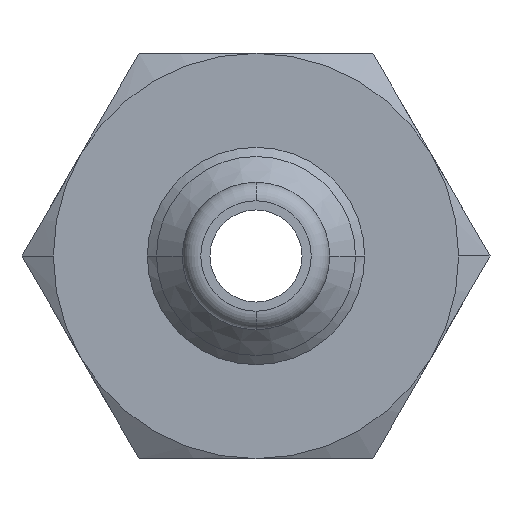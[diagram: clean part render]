
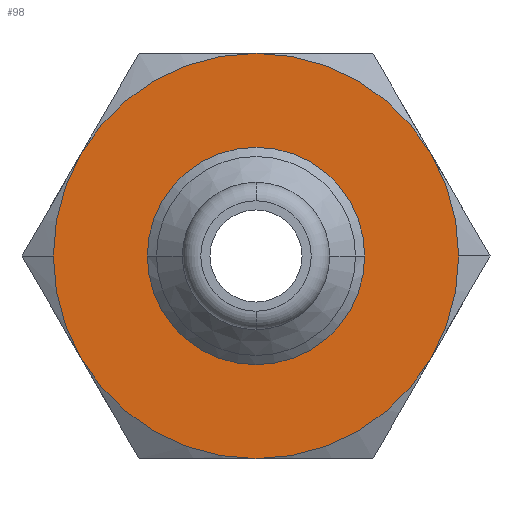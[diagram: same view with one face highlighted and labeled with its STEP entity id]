
A CAD part, front view. The second image highlights one B-rep face of the part: STEP entity #98.
In plain terms, the highlighted planar face has unit normal (0, -1, 0).
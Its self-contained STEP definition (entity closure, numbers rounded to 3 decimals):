
#98=ADVANCED_FACE('',(#231,#232),#233,.T.);
#231=FACE_OUTER_BOUND('',#400,.T.);
#232=FACE_BOUND('',#401,.T.);
#233=PLANE('',#402);
#400=EDGE_LOOP('',(#625,#626,#627,#628,#629,#630,#631,#632));
#401=EDGE_LOOP('',(#633,#634));
#402=AXIS2_PLACEMENT_3D('',#635,#636,#637);
#625=ORIENTED_EDGE('',*,*,#961,.F.);
#626=ORIENTED_EDGE('',*,*,#982,.F.);
#627=ORIENTED_EDGE('',*,*,#1020,.F.);
#628=ORIENTED_EDGE('',*,*,#1021,.F.);
#629=ORIENTED_EDGE('',*,*,#1022,.F.);
#630=ORIENTED_EDGE('',*,*,#1023,.F.);
#631=ORIENTED_EDGE('',*,*,#1024,.F.);
#632=ORIENTED_EDGE('',*,*,#1006,.F.);
#633=ORIENTED_EDGE('',*,*,#1018,.F.);
#634=ORIENTED_EDGE('',*,*,#1025,.F.);
#635=CARTESIAN_POINT('',(5.5,24.0,0.0));
#636=DIRECTION('',(-0.0,-1.0,-0.0));
#637=DIRECTION('',(-1.0,0.0,0.0));
#961=EDGE_CURVE('',#1125,#1122,#1127,.T.);
#982=EDGE_CURVE('',#1162,#1125,#1164,.T.);
#1006=EDGE_CURVE('',#1122,#1204,#1205,.T.);
#1018=EDGE_CURVE('',#1224,#1220,#1226,.T.);
#1020=EDGE_CURVE('',#1138,#1162,#1228,.T.);
#1021=EDGE_CURVE('',#1229,#1138,#1230,.T.);
#1022=EDGE_CURVE('',#1151,#1229,#1231,.T.);
#1023=EDGE_CURVE('',#1232,#1151,#1233,.T.);
#1024=EDGE_CURVE('',#1204,#1232,#1234,.T.);
#1025=EDGE_CURVE('',#1220,#1224,#1235,.T.);
#1122=VERTEX_POINT('',#1350);
#1125=VERTEX_POINT('',#1354);
#1127=CIRCLE('',#1367,11.0);
#1138=VERTEX_POINT('',#1380);
#1151=VERTEX_POINT('',#1439);
#1162=VERTEX_POINT('',#1495);
#1164=CIRCLE('',#1508,11.0);
#1204=VERTEX_POINT('',#1563);
#1205=CIRCLE('',#1564,11.0);
#1220=VERTEX_POINT('',#1590);
#1224=VERTEX_POINT('',#1595);
#1226=CIRCLE('',#1598,5.9);
#1228=CIRCLE('',#1600,11.0);
#1229=VERTEX_POINT('',#1601);
#1230=CIRCLE('',#1602,11.0);
#1231=CIRCLE('',#1603,11.0);
#1232=VERTEX_POINT('',#1604);
#1233=CIRCLE('',#1605,11.0);
#1234=CIRCLE('',#1606,11.0);
#1235=CIRCLE('',#1607,5.9);
#1350=CARTESIAN_POINT('',(11.0,24.0,0.));
#1354=CARTESIAN_POINT('',(9.526,24.0,5.5));
#1367=AXIS2_PLACEMENT_3D('',#1874,#1875,#1876);
#1380=CARTESIAN_POINT('',(-9.526,24.0,5.5));
#1439=CARTESIAN_POINT('',(-9.526,24.0,-5.5));
#1495=CARTESIAN_POINT('',(0.,24.0,11.0));
#1508=AXIS2_PLACEMENT_3D('',#1888,#1889,#1890);
#1563=CARTESIAN_POINT('',(9.526,24.0,-5.5));
#1564=AXIS2_PLACEMENT_3D('',#1937,#1938,#1939);
#1590=CARTESIAN_POINT('',(5.9,24.0,0.));
#1595=CARTESIAN_POINT('',(-5.9,24.0,0.));
#1598=AXIS2_PLACEMENT_3D('',#1960,#1961,#1962);
#1600=AXIS2_PLACEMENT_3D('',#1963,#1964,#1965);
#1601=CARTESIAN_POINT('',(-11.0,24.0,0.));
#1602=AXIS2_PLACEMENT_3D('',#1966,#1967,#1968);
#1603=AXIS2_PLACEMENT_3D('',#1969,#1970,#1971);
#1604=CARTESIAN_POINT('',(0.0,24.0,-11.0));
#1605=AXIS2_PLACEMENT_3D('',#1972,#1973,#1974);
#1606=AXIS2_PLACEMENT_3D('',#1975,#1976,#1977);
#1607=AXIS2_PLACEMENT_3D('',#1978,#1979,#1980);
#1874=CARTESIAN_POINT('',(0.0,24.0,0.0));
#1875=DIRECTION('',(-0.0,1.0,0.0));
#1876=DIRECTION('',(1.0,0.0,0.0));
#1888=CARTESIAN_POINT('',(0.0,24.0,0.0));
#1889=DIRECTION('',(-0.0,1.0,0.0));
#1890=DIRECTION('',(1.0,0.0,0.0));
#1937=CARTESIAN_POINT('',(0.0,24.0,0.0));
#1938=DIRECTION('',(-0.0,1.0,0.0));
#1939=DIRECTION('',(1.0,0.0,0.0));
#1960=CARTESIAN_POINT('',(0.0,24.0,0.0));
#1961=DIRECTION('',(0.0,-1.0,0.0));
#1962=DIRECTION('',(1.0,0.0,0.0));
#1963=CARTESIAN_POINT('',(0.0,24.0,0.0));
#1964=DIRECTION('',(-0.0,1.0,0.0));
#1965=DIRECTION('',(1.0,0.0,0.0));
#1966=CARTESIAN_POINT('',(0.0,24.0,0.0));
#1967=DIRECTION('',(-0.0,1.0,0.0));
#1968=DIRECTION('',(1.0,0.0,0.0));
#1969=CARTESIAN_POINT('',(0.0,24.0,0.0));
#1970=DIRECTION('',(-0.0,1.0,0.0));
#1971=DIRECTION('',(1.0,0.0,0.0));
#1972=CARTESIAN_POINT('',(0.0,24.0,0.0));
#1973=DIRECTION('',(-0.0,1.0,0.0));
#1974=DIRECTION('',(1.0,0.0,0.0));
#1975=CARTESIAN_POINT('',(0.0,24.0,0.0));
#1976=DIRECTION('',(-0.0,1.0,0.0));
#1977=DIRECTION('',(1.0,0.0,0.0));
#1978=CARTESIAN_POINT('',(0.0,24.0,0.0));
#1979=DIRECTION('',(0.0,-1.0,0.0));
#1980=DIRECTION('',(1.0,0.0,0.0));
